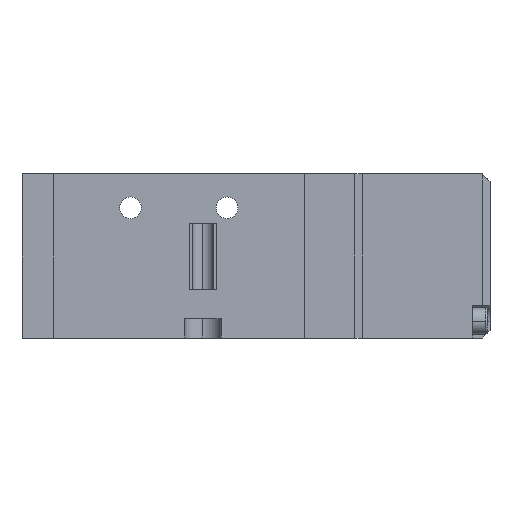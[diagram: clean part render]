
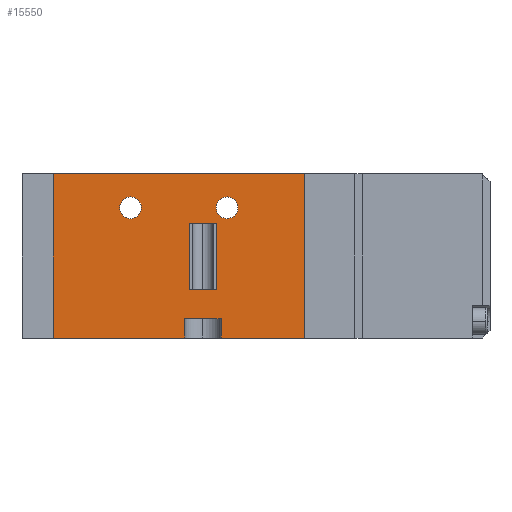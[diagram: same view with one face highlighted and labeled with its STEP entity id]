
A CAD part, front view. The second image highlights one B-rep face of the part: STEP entity #15550.
In plain terms, the highlighted face is planar.
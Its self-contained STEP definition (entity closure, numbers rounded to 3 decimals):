
#1252 = EDGE_CURVE ( 'NONE', #28435, #28460, #4914, .T. ) ;
#1256 = EDGE_CURVE ( 'NONE', #28458, #28437, #4921, .T. ) ;
#1495 = EDGE_CURVE ( 'NONE', #3170, #3172, #11816, .T. ) ;
#1567 = EDGE_CURVE ( 'NONE', #28435, #3170, #11908, .T. ) ;
#1569 = EDGE_CURVE ( 'NONE', #15824, #15812, #11913, .T. ) ;
#1570 = EDGE_CURVE ( 'NONE', #15808, #15795, #11915, .T. ) ;
#1571 = EDGE_CURVE ( 'NONE', #20113, #20114, #11914, .T. ) ;
#1572 = EDGE_CURVE ( 'NONE', #20115, #20113, #11917, .T. ) ;
#1573 = EDGE_CURVE ( 'NONE', #20116, #20115, #11919, .T. ) ;
#1574 = EDGE_CURVE ( 'NONE', #20114, #20116, #11921, .T. ) ;
#1575 = EDGE_CURVE ( 'NONE', #20117, #28458, #11923, .T. ) ;
#1576 = EDGE_CURVE ( 'NONE', #20118, #20117, #11925, .T. ) ;
#1577 = EDGE_CURVE ( 'NONE', #20118, #28460, #11927, .T. ) ;
#1578 = EDGE_CURVE ( 'NONE', #28437, #3172, #11929, .T. ) ;
#3103 = CARTESIAN_POINT ( 'NONE',  ( 26., 34., -13.25 ) ) ;
#3105 = CARTESIAN_POINT ( 'NONE',  ( -26., 34., -13.25 ) ) ;
#3126 = CARTESIAN_POINT ( 'NONE',  ( 1.25, 34., -13.25 ) ) ;
#3128 = CARTESIAN_POINT ( 'NONE',  ( 8.75, 34., -13.25 ) ) ;
#3170 = VERTEX_POINT ( 'NONE', #9858 ) ;
#3172 = VERTEX_POINT ( 'NONE', #9860 ) ;
#3965 = CARTESIAN_POINT ( 'NONE',  ( -26., 34., -13.25 ) ) ;
#3966 = DIRECTION ( 'NONE',  ( -1., 0., 0. ) ) ;
#3974 = CARTESIAN_POINT ( 'NONE',  ( -26., 34., -13.25 ) ) ;
#3975 = DIRECTION ( 'NONE',  ( -1., 0., 0. ) ) ;
#4914 = LINE ( 'NONE', #3965, #4915 ) ;
#4915 = VECTOR ( 'NONE', #3966, 1000. ) ;
#4921 = LINE ( 'NONE', #3974, #4922 ) ;
#4922 = VECTOR ( 'NONE', #3975, 1000. ) ;
#5059 = AXIS2_PLACEMENT_3D ( 'NONE', #9528, #9529, #9530 ) ;
#5060 = AXIS2_PLACEMENT_3D ( 'NONE', #9531, #9532, #9533 ) ;
#5144 = AXIS2_PLACEMENT_3D ( 'NONE', #23582, #23583, #23584 ) ;
#5146 = AXIS2_PLACEMENT_3D ( 'NONE', #23592, #23593, #23594 ) ;
#5477 = AXIS2_PLACEMENT_3D ( 'NONE', #8904, #8905, #8906 ) ;
#6219 = EDGE_LOOP ( 'NONE', ( #13815, #13816, #13817, #13818, #13819, #13820, #13821, #13822 ) ) ;
#6221 = EDGE_LOOP ( 'NONE', ( #13809, #13810 ) ) ;
#6222 = EDGE_LOOP ( 'NONE', ( #13811, #13812, #13813, #13814 ) ) ;
#6224 = EDGE_LOOP ( 'NONE', ( #13807, #13808 ) ) ;
#6516 = EDGE_CURVE ( 'NONE', #15812, #15824, #21463, .T. ) ;
#6520 = EDGE_CURVE ( 'NONE', #15795, #15808, #21469, .T. ) ;
#8903 = PLANE ( 'NONE',  #5477 ) ;
#8904 = CARTESIAN_POINT ( 'NONE',  ( -26., 34., -13.25 ) ) ;
#8905 = DIRECTION ( 'NONE',  ( 0., 0., 1. ) ) ;
#8906 = DIRECTION ( 'NONE',  ( 1., 0., 0. ) ) ;
#9060 = CARTESIAN_POINT ( 'NONE',  ( -26., 0., -13.25 ) ) ;
#9061 = DIRECTION ( 'NONE',  ( -1., 0., 0. ) ) ;
#9524 = CARTESIAN_POINT ( 'NONE',  ( 26., 34., -13.25 ) ) ;
#9525 = DIRECTION ( 'NONE',  ( 0., -1., 0. ) ) ;
#9528 = CARTESIAN_POINT ( 'NONE',  ( 10., 7., -13.25 ) ) ;
#9529 = DIRECTION ( 'NONE',  ( 0., 0., 1. ) ) ;
#9530 = DIRECTION ( 'NONE',  ( 1., 0., 0. ) ) ;
#9531 = CARTESIAN_POINT ( 'NONE',  ( -10., 7., -13.25 ) ) ;
#9532 = DIRECTION ( 'NONE',  ( 0., 0., 1. ) ) ;
#9533 = DIRECTION ( 'NONE',  ( 1., 0., 0. ) ) ;
#9534 = CARTESIAN_POINT ( 'NONE',  ( 7.75, 24., -13.25 ) ) ;
#9535 = DIRECTION ( 'NONE',  ( 1., 0., 0. ) ) ;
#9536 = CARTESIAN_POINT ( 'NONE',  ( 2.25, 10.2, -13.25 ) ) ;
#9537 = DIRECTION ( 'NONE',  ( 0., 1., 0. ) ) ;
#9538 = CARTESIAN_POINT ( 'NONE',  ( 7.75, 10.2, -13.25 ) ) ;
#9539 = DIRECTION ( 'NONE',  ( -1., 0., 0. ) ) ;
#9540 = CARTESIAN_POINT ( 'NONE',  ( 7.75, 10.2, -13.25 ) ) ;
#9541 = DIRECTION ( 'NONE',  ( 0., -1., 0. ) ) ;
#9542 = CARTESIAN_POINT ( 'NONE',  ( 1.25, 30., -13.25 ) ) ;
#9543 = DIRECTION ( 'NONE',  ( 0., 1., 0. ) ) ;
#9544 = CARTESIAN_POINT ( 'NONE',  ( 1.25, 30., -13.25 ) ) ;
#9545 = DIRECTION ( 'NONE',  ( -1., 0., 0. ) ) ;
#9546 = CARTESIAN_POINT ( 'NONE',  ( 8.75, 30., -13.25 ) ) ;
#9547 = DIRECTION ( 'NONE',  ( 0., 1., 0. ) ) ;
#9548 = CARTESIAN_POINT ( 'NONE',  ( -26., 34., -13.25 ) ) ;
#9549 = DIRECTION ( 'NONE',  ( 0., -1., 0. ) ) ;
#9858 = CARTESIAN_POINT ( 'NONE',  ( 26., 0., -13.25 ) ) ;
#9860 = CARTESIAN_POINT ( 'NONE',  ( -26., 0., -13.25 ) ) ;
#11816 = LINE ( 'NONE', #9060, #11817 ) ;
#11817 = VECTOR ( 'NONE', #9061, 1000. ) ;
#11908 = LINE ( 'NONE', #9524, #11910 ) ;
#11910 = VECTOR ( 'NONE', #9525, 1000. ) ;
#11913 = CIRCLE ( 'NONE', #5059, 2.25 ) ;
#11914 = LINE ( 'NONE', #9534, #11916 ) ;
#11915 = CIRCLE ( 'NONE', #5060, 2.25 ) ;
#11916 = VECTOR ( 'NONE', #9535, 1000. ) ;
#11917 = LINE ( 'NONE', #9536, #11918 ) ;
#11918 = VECTOR ( 'NONE', #9537, 1000. ) ;
#11919 = LINE ( 'NONE', #9538, #11920 ) ;
#11920 = VECTOR ( 'NONE', #9539, 1000. ) ;
#11921 = LINE ( 'NONE', #9540, #11922 ) ;
#11922 = VECTOR ( 'NONE', #9541, 1000. ) ;
#11923 = LINE ( 'NONE', #9542, #11924 ) ;
#11924 = VECTOR ( 'NONE', #9543, 1000. ) ;
#11925 = LINE ( 'NONE', #9544, #11926 ) ;
#11926 = VECTOR ( 'NONE', #9545, 1000. ) ;
#11927 = LINE ( 'NONE', #9546, #11928 ) ;
#11928 = VECTOR ( 'NONE', #9547, 1000. ) ;
#11929 = LINE ( 'NONE', #9548, #11930 ) ;
#11930 = VECTOR ( 'NONE', #9549, 1000. ) ;
#13807 = ORIENTED_EDGE ( 'NONE', *, *, #1569, .T. ) ;
#13808 = ORIENTED_EDGE ( 'NONE', *, *, #6516, .T. ) ;
#13809 = ORIENTED_EDGE ( 'NONE', *, *, #1570, .T. ) ;
#13810 = ORIENTED_EDGE ( 'NONE', *, *, #6520, .T. ) ;
#13811 = ORIENTED_EDGE ( 'NONE', *, *, #1571, .F. ) ;
#13812 = ORIENTED_EDGE ( 'NONE', *, *, #1572, .F. ) ;
#13813 = ORIENTED_EDGE ( 'NONE', *, *, #1573, .F. ) ;
#13814 = ORIENTED_EDGE ( 'NONE', *, *, #1574, .F. ) ;
#13815 = ORIENTED_EDGE ( 'NONE', *, *, #1256, .F. ) ;
#13816 = ORIENTED_EDGE ( 'NONE', *, *, #1575, .F. ) ;
#13817 = ORIENTED_EDGE ( 'NONE', *, *, #1576, .F. ) ;
#13818 = ORIENTED_EDGE ( 'NONE', *, *, #1577, .T. ) ;
#13819 = ORIENTED_EDGE ( 'NONE', *, *, #1252, .F. ) ;
#13820 = ORIENTED_EDGE ( 'NONE', *, *, #1567, .T. ) ;
#13821 = ORIENTED_EDGE ( 'NONE', *, *, #1495, .T. ) ;
#13822 = ORIENTED_EDGE ( 'NONE', *, *, #1578, .F. ) ;
#14194 = CARTESIAN_POINT ( 'NONE',  ( -12.25, 7., -13.25 ) ) ;
#14207 = CARTESIAN_POINT ( 'NONE',  ( -7.75, 7., -13.25 ) ) ;
#14211 = CARTESIAN_POINT ( 'NONE',  ( 7.75, 7., -13.25 ) ) ;
#14223 = CARTESIAN_POINT ( 'NONE',  ( 12.25, 7., -13.25 ) ) ;
#14425 = CARTESIAN_POINT ( 'NONE',  ( 2.25, 24., -13.25 ) ) ;
#14426 = CARTESIAN_POINT ( 'NONE',  ( 7.75, 24., -13.25 ) ) ;
#14427 = CARTESIAN_POINT ( 'NONE',  ( 2.25, 10.2, -13.25 ) ) ;
#14428 = CARTESIAN_POINT ( 'NONE',  ( 7.75, 10.2, -13.25 ) ) ;
#14429 = CARTESIAN_POINT ( 'NONE',  ( 1.25, 30., -13.25 ) ) ;
#14430 = CARTESIAN_POINT ( 'NONE',  ( 8.75, 30., -13.25 ) ) ;
#15550 = ADVANCED_FACE ( 'NONE', ( #19060, #19061, #19062, #19063 ), #8903, .F. ) ;
#15795 = VERTEX_POINT ( 'NONE', #14194 ) ;
#15808 = VERTEX_POINT ( 'NONE', #14207 ) ;
#15812 = VERTEX_POINT ( 'NONE', #14211 ) ;
#15824 = VERTEX_POINT ( 'NONE', #14223 ) ;
#19060 = FACE_BOUND ( 'NONE', #6224, .T. ) ;
#19061 = FACE_BOUND ( 'NONE', #6221, .T. ) ;
#19062 = FACE_BOUND ( 'NONE', #6222, .T. ) ;
#19063 = FACE_OUTER_BOUND ( 'NONE', #6219, .T. ) ;
#20113 = VERTEX_POINT ( 'NONE', #14425 ) ;
#20114 = VERTEX_POINT ( 'NONE', #14426 ) ;
#20115 = VERTEX_POINT ( 'NONE', #14427 ) ;
#20116 = VERTEX_POINT ( 'NONE', #14428 ) ;
#20117 = VERTEX_POINT ( 'NONE', #14429 ) ;
#20118 = VERTEX_POINT ( 'NONE', #14430 ) ;
#21463 = CIRCLE ( 'NONE', #5144, 2.25 ) ;
#21469 = CIRCLE ( 'NONE', #5146, 2.25 ) ;
#23582 = CARTESIAN_POINT ( 'NONE',  ( 10., 7., -13.25 ) ) ;
#23583 = DIRECTION ( 'NONE',  ( 0., 0., 1. ) ) ;
#23584 = DIRECTION ( 'NONE',  ( 1., 0., 0. ) ) ;
#23592 = CARTESIAN_POINT ( 'NONE',  ( -10., 7., -13.25 ) ) ;
#23593 = DIRECTION ( 'NONE',  ( 0., 0., 1. ) ) ;
#23594 = DIRECTION ( 'NONE',  ( 1., 0., 0. ) ) ;
#28435 = VERTEX_POINT ( 'NONE', #3103 ) ;
#28437 = VERTEX_POINT ( 'NONE', #3105 ) ;
#28458 = VERTEX_POINT ( 'NONE', #3126 ) ;
#28460 = VERTEX_POINT ( 'NONE', #3128 ) ;
